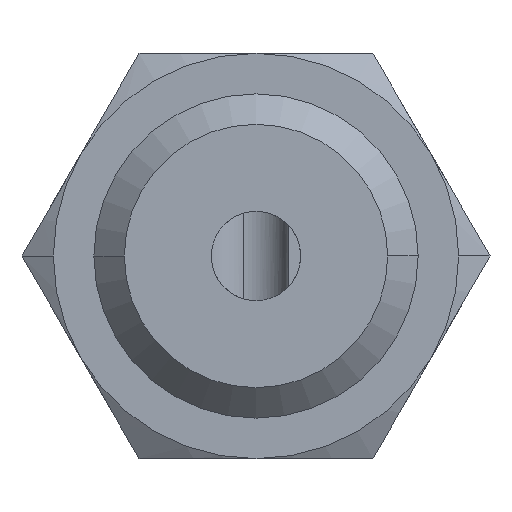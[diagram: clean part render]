
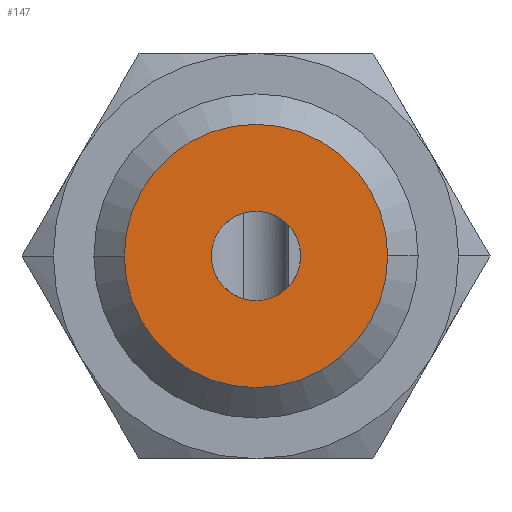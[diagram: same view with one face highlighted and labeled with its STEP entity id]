
A CAD part, left-side view. The second image highlights one B-rep face of the part: STEP entity #147.
In plain terms, the highlighted planar face has unit normal (-1, 0, 0).
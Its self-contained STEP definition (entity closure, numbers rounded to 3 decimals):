
#147=ADVANCED_FACE('',(#321,#322),#323,.T.);
#321=FACE_BOUND('',#521,.T.);
#322=FACE_OUTER_BOUND('',#522,.T.);
#323=PLANE('',#523);
#521=EDGE_LOOP('',(#856,#857));
#522=EDGE_LOOP('',(#858,#859));
#523=AXIS2_PLACEMENT_3D('',#860,#861,#862);
#856=ORIENTED_EDGE('',*,*,#1162,.T.);
#857=ORIENTED_EDGE('',*,*,#1170,.T.);
#858=ORIENTED_EDGE('',*,*,#1147,.F.);
#859=ORIENTED_EDGE('',*,*,#1182,.F.);
#860=CARTESIAN_POINT('',(0.0,1.625,0.0));
#861=DIRECTION('',(-1.0,-0.0,0.0));
#862=DIRECTION('',(0.0,-1.0,-0.0));
#1147=EDGE_CURVE('',#1352,#1354,#1355,.T.);
#1162=EDGE_CURVE('',#1380,#1377,#1381,.T.);
#1170=EDGE_CURVE('',#1377,#1380,#1392,.T.);
#1182=EDGE_CURVE('',#1354,#1352,#1404,.T.);
#1352=VERTEX_POINT('',#1626);
#1354=VERTEX_POINT('',#1629);
#1355=CIRCLE('',#1630,3.25);
#1377=VERTEX_POINT('',#1706);
#1380=VERTEX_POINT('',#1710);
#1381=CIRCLE('',#1711,1.1);
#1392=CIRCLE('',#1923,1.1);
#1404=CIRCLE('',#1936,3.25);
#1626=CARTESIAN_POINT('',(0.0,3.25,0.0));
#1629=CARTESIAN_POINT('',(0.0,-3.25,0.));
#1630=AXIS2_PLACEMENT_3D('',#2414,#2415,#2416);
#1706=CARTESIAN_POINT('',(0.0,0.,1.1));
#1710=CARTESIAN_POINT('',(0.,0.,-1.1));
#1711=AXIS2_PLACEMENT_3D('',#2434,#2435,#2436);
#1923=AXIS2_PLACEMENT_3D('',#2441,#2442,#2443);
#1936=AXIS2_PLACEMENT_3D('',#2457,#2458,#2459);
#2414=CARTESIAN_POINT('',(0.0,0.0,0.0));
#2415=DIRECTION('',(1.0,0.0,0.0));
#2416=DIRECTION('',(0.0,1.0,0.0));
#2434=CARTESIAN_POINT('',(0.0,0.0,0.));
#2435=DIRECTION('',(1.0,0.0,-0.0));
#2436=DIRECTION('',(0.0,0.0,1.0));
#2441=CARTESIAN_POINT('',(0.0,0.0,0.));
#2442=DIRECTION('',(1.0,0.0,-0.0));
#2443=DIRECTION('',(0.0,0.0,1.0));
#2457=CARTESIAN_POINT('',(0.0,0.0,0.0));
#2458=DIRECTION('',(1.0,0.0,0.0));
#2459=DIRECTION('',(0.0,1.0,0.0));
